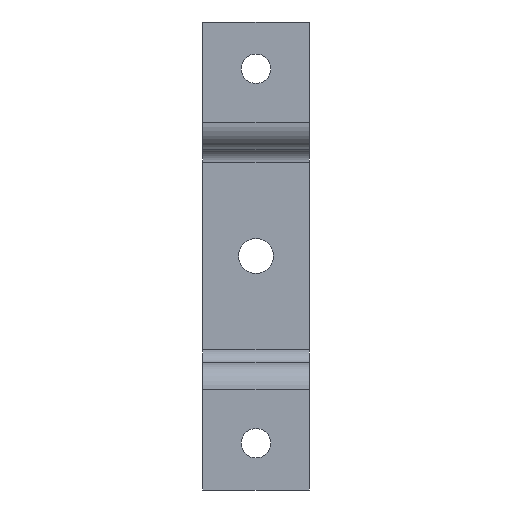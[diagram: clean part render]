
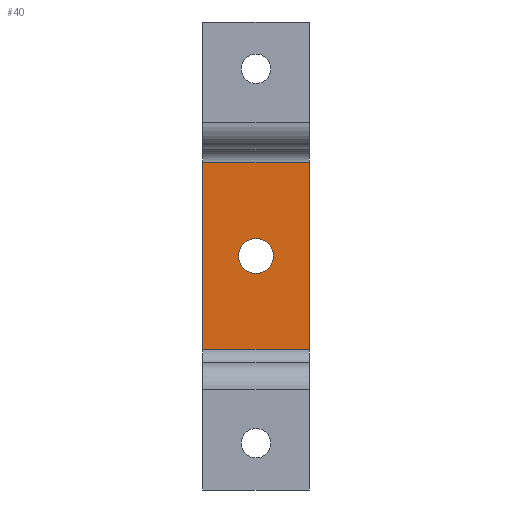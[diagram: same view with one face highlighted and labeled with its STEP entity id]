
A CAD part, front view. The second image highlights one B-rep face of the part: STEP entity #40.
In plain terms, the highlighted planar face has unit normal (0, -1, 0).
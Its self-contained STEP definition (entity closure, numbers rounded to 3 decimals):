
#40 = ADVANCED_FACE ( 'NONE', ( #5657, #12413 ), #3292, .T. ) ;
#212 = DIRECTION ( 'NONE',  ( 0., 0., -1. ) ) ;
#499 = EDGE_CURVE ( 'NONE', #11025, #9957, #7554, .T. ) ;
#542 = CARTESIAN_POINT ( 'NONE',  ( -20., 0., -35. ) ) ;
#550 = AXIS2_PLACEMENT_3D ( 'NONE', #9604, #8496, #9437 ) ;
#896 = VECTOR ( 'NONE', #2350, 1000. ) ;
#1981 = AXIS2_PLACEMENT_3D ( 'NONE', #10182, #3246, #212 ) ;
#2019 = ORIENTED_EDGE ( 'NONE', *, *, #3037, .F. ) ;
#2159 = CARTESIAN_POINT ( 'NONE',  ( 20., 0., -35. ) ) ;
#2183 = EDGE_CURVE ( 'NONE', #5494, #9957, #4551, .T. ) ;
#2350 = DIRECTION ( 'NONE',  ( -1., 0., 0. ) ) ;
#2366 = ORIENTED_EDGE ( 'NONE', *, *, #499, .F. ) ;
#2564 = ORIENTED_EDGE ( 'NONE', *, *, #2183, .T. ) ;
#2638 = EDGE_CURVE ( 'NONE', #5670, #5494, #9380, .T. ) ;
#3037 = EDGE_CURVE ( 'NONE', #11804, #7708, #6094, .T. ) ;
#3059 = CARTESIAN_POINT ( 'NONE',  ( -20., 0., -35. ) ) ;
#3246 = DIRECTION ( 'NONE',  ( 0., -1., 0. ) ) ;
#3292 = PLANE ( 'NONE',  #1981 ) ;
#3786 = DIRECTION ( 'NONE',  ( 0., 0., 1. ) ) ;
#4551 = LINE ( 'NONE', #9543, #896 ) ;
#4859 = VECTOR ( 'NONE', #9016, 1000. ) ;
#5007 = AXIS2_PLACEMENT_3D ( 'NONE', #7707, #7582, #6608 ) ;
#5370 = EDGE_LOOP ( 'NONE', ( #2366, #11118, #11362, #2564 ) ) ;
#5494 = VERTEX_POINT ( 'NONE', #13025 ) ;
#5657 = FACE_BOUND ( 'NONE', #9768, .T. ) ;
#5670 = VERTEX_POINT ( 'NONE', #2159 ) ;
#5881 = VECTOR ( 'NONE', #7267, 1000. ) ;
#5990 = EDGE_CURVE ( 'NONE', #11025, #5670, #6833, .T. ) ;
#6094 = CIRCLE ( 'NONE', #550, 6.5 ) ;
#6387 = CARTESIAN_POINT ( 'NONE',  ( 0., 0., -6.5 ) ) ;
#6511 = EDGE_CURVE ( 'NONE', #7708, #11804, #12953, .T. ) ;
#6608 = DIRECTION ( 'NONE',  ( 0., 0., -1. ) ) ;
#6833 = LINE ( 'NONE', #3059, #5881 ) ;
#7124 = CARTESIAN_POINT ( 'NONE',  ( -20., 0., 35. ) ) ;
#7267 = DIRECTION ( 'NONE',  ( 1., 0., 0. ) ) ;
#7554 = LINE ( 'NONE', #11901, #4859 ) ;
#7582 = DIRECTION ( 'NONE',  ( 0., -1., 0. ) ) ;
#7707 = CARTESIAN_POINT ( 'NONE',  ( 0., 0., 0. ) ) ;
#7708 = VERTEX_POINT ( 'NONE', #11631 ) ;
#8496 = DIRECTION ( 'NONE',  ( 0., -1., 0. ) ) ;
#8634 = CARTESIAN_POINT ( 'NONE',  ( 20., 0., 40. ) ) ;
#9016 = DIRECTION ( 'NONE',  ( 0., 0., 1. ) ) ;
#9380 = LINE ( 'NONE', #8634, #9807 ) ;
#9437 = DIRECTION ( 'NONE',  ( 0., 0., -1. ) ) ;
#9543 = CARTESIAN_POINT ( 'NONE',  ( 20., 0., 35. ) ) ;
#9604 = CARTESIAN_POINT ( 'NONE',  ( 0., 0., 0. ) ) ;
#9768 = EDGE_LOOP ( 'NONE', ( #9906, #2019 ) ) ;
#9807 = VECTOR ( 'NONE', #3786, 1000. ) ;
#9906 = ORIENTED_EDGE ( 'NONE', *, *, #6511, .F. ) ;
#9957 = VERTEX_POINT ( 'NONE', #7124 ) ;
#10182 = CARTESIAN_POINT ( 'NONE',  ( 20., 0., 40. ) ) ;
#11025 = VERTEX_POINT ( 'NONE', #542 ) ;
#11118 = ORIENTED_EDGE ( 'NONE', *, *, #5990, .T. ) ;
#11362 = ORIENTED_EDGE ( 'NONE', *, *, #2638, .T. ) ;
#11631 = CARTESIAN_POINT ( 'NONE',  ( 0., 0., 6.5 ) ) ;
#11804 = VERTEX_POINT ( 'NONE', #6387 ) ;
#11901 = CARTESIAN_POINT ( 'NONE',  ( -20., 0., 40. ) ) ;
#12413 = FACE_OUTER_BOUND ( 'NONE', #5370, .T. ) ;
#12953 = CIRCLE ( 'NONE', #5007, 6.5 ) ;
#13025 = CARTESIAN_POINT ( 'NONE',  ( 20., 0., 35. ) ) ;
